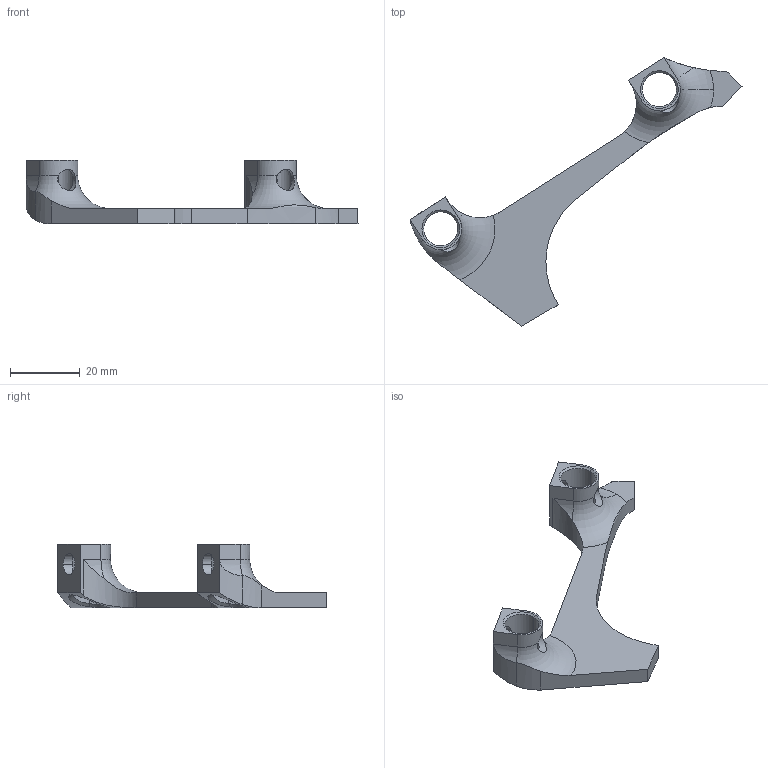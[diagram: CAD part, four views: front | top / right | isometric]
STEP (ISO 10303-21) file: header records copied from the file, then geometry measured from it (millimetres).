
FILE_DESCRIPTION (( 'STEP AP214' ), '1' );
FILE_NAME ('BK0075.STEP', '2023-12-12T19:10:36', ( '' ), ( '' ), 'SwSTEP 2.0', 'SolidWorks 2023', '' );
FILE_SCHEMA (( 'AUTOMOTIVE_DESIGN' ));
Length unit declared in the file: millimetre
Products named in the file (1): BK0075
Bounding box: 95.07 x 76.87 x 18.2 mm (x, y, z)
Volume: 8675.3 mm3; surface area: 6091.6 mm2
Topology: 1 solids, 1 shells, 59 faces, 165 edges, 106 vertices
Faces by surface type: cylinder 30, plane 18, bspline 4, cone 4, torus 3
Entity records: 5058 total; most frequent: CARTESIAN_POINT 3567, ORIENTED_EDGE 330, DIRECTION 271, EDGE_CURVE 165, VERTEX_POINT 106, AXIS2_PLACEMENT_3D 100, LINE 71, VECTOR 71
